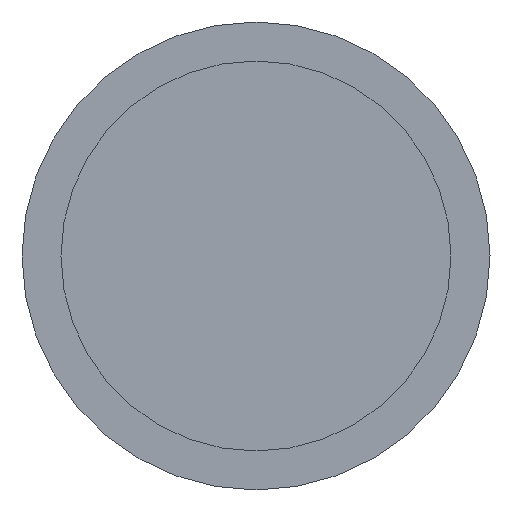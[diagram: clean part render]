
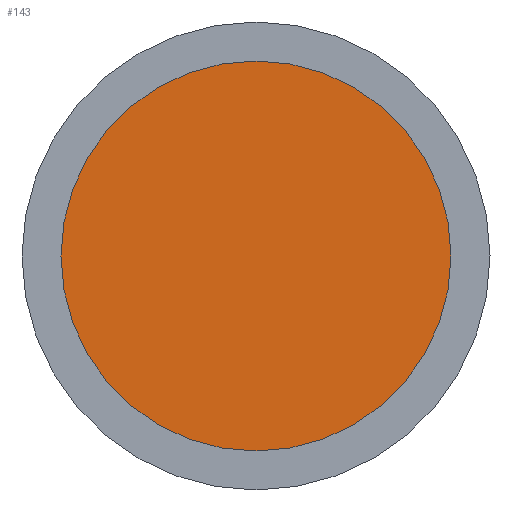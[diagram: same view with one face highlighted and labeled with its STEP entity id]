
A CAD part, left-side view. The second image highlights one B-rep face of the part: STEP entity #143.
In plain terms, the highlighted planar face has unit normal (-1, 0, 0).
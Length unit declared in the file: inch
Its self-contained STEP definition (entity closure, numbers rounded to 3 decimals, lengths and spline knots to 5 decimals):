
#14 = EDGE_CURVE ( 'NONE', #50, #338, #94, .T. ) ;
#35 = EDGE_LOOP ( 'NONE', ( #340, #93 ) ) ;
#49 = DIRECTION ( 'NONE',  ( 1., 0., 0. ) ) ;
#50 = VERTEX_POINT ( 'NONE', #181 ) ;
#93 = ORIENTED_EDGE ( 'NONE', *, *, #14, .T. ) ;
#94 = CIRCLE ( 'NONE', #363, 0.25 ) ;
#110 = DIRECTION ( 'NONE',  ( -1., 0., 0. ) ) ;
#114 = CARTESIAN_POINT ( 'NONE',  ( 0., 0., 0. ) ) ;
#125 = EDGE_CURVE ( 'NONE', #338, #50, #346, .T. ) ;
#138 = AXIS2_PLACEMENT_3D ( 'NONE', #280, #240, #209 ) ;
#143 = ADVANCED_FACE ( 'NONE', ( #229 ), #228, .F. ) ;
#151 = DIRECTION ( 'NONE',  ( 0., 0., 1. ) ) ;
#171 = DIRECTION ( 'NONE',  ( 0., 0., -1. ) ) ;
#181 = CARTESIAN_POINT ( 'NONE',  ( 0., 0., -0.25 ) ) ;
#209 = DIRECTION ( 'NONE',  ( 0., 0., 1. ) ) ;
#228 = PLANE ( 'NONE',  #234 ) ;
#229 = FACE_OUTER_BOUND ( 'NONE', #35, .T. ) ;
#234 = AXIS2_PLACEMENT_3D ( 'NONE', #316, #49, #171 ) ;
#240 = DIRECTION ( 'NONE',  ( -1., 0., 0. ) ) ;
#280 = CARTESIAN_POINT ( 'NONE',  ( 0., 0., 0. ) ) ;
#316 = CARTESIAN_POINT ( 'NONE',  ( 0., 0., 0. ) ) ;
#338 = VERTEX_POINT ( 'NONE', #382 ) ;
#340 = ORIENTED_EDGE ( 'NONE', *, *, #125, .T. ) ;
#346 = CIRCLE ( 'NONE', #138, 0.25 ) ;
#363 = AXIS2_PLACEMENT_3D ( 'NONE', #114, #110, #151 ) ;
#382 = CARTESIAN_POINT ( 'NONE',  ( 0., 0., 0.25 ) ) ;
